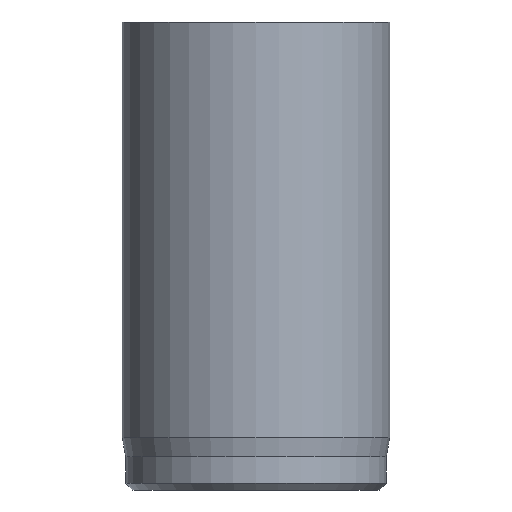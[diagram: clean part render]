
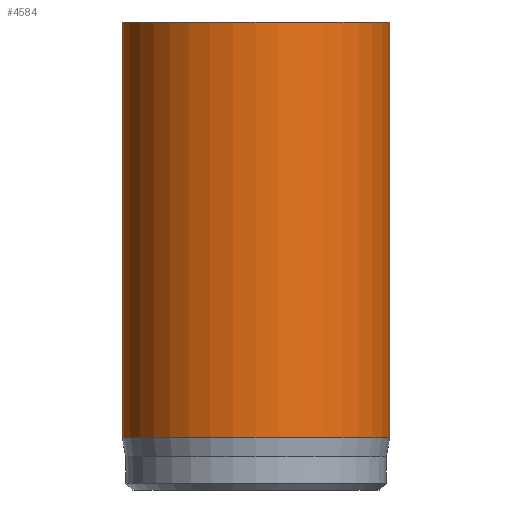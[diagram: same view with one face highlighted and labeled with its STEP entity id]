
A CAD part, front view. The second image highlights one B-rep face of the part: STEP entity #4584.
In plain terms, the highlighted cylindrical face has radius 4 mm (diameter 8 mm), a full revolution.
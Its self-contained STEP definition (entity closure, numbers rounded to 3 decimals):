
#31=CYLINDRICAL_SURFACE('',#4752,4.);
#45=CIRCLE('',#4729,4.);
#57=CIRCLE('',#4750,4.);
#58=CIRCLE('',#4751,4.);
#409=FACE_OUTER_BOUND('',#682,.T.);
#682=EDGE_LOOP('',(#4091,#4092,#4093,#4094,#4095));
#1014=LINE('',#8729,#1352);
#1352=VECTOR('',#5286,4.);
#2103=VERTEX_POINT('',#8684);
#2115=VERTEX_POINT('',#8723);
#2116=VERTEX_POINT('',#8724);
#2761=EDGE_CURVE('',#2103,#2103,#45,.T.);
#2779=EDGE_CURVE('',#2115,#2116,#57,.T.);
#2780=EDGE_CURVE('',#2116,#2115,#58,.T.);
#2782=EDGE_CURVE('',#2103,#2115,#1014,.T.);
#4091=ORIENTED_EDGE('',*,*,#2761,.T.);
#4092=ORIENTED_EDGE('',*,*,#2782,.T.);
#4093=ORIENTED_EDGE('',*,*,#2779,.T.);
#4094=ORIENTED_EDGE('',*,*,#2780,.T.);
#4095=ORIENTED_EDGE('',*,*,#2782,.F.);
#4584=ADVANCED_FACE('',(#409),#31,.T.);
#4729=AXIS2_PLACEMENT_3D('',#8685,#5231,#5232);
#4750=AXIS2_PLACEMENT_3D('',#8725,#5279,#5280);
#4751=AXIS2_PLACEMENT_3D('',#8726,#5281,#5282);
#4752=AXIS2_PLACEMENT_3D('',#8728,#5284,#5285);
#5231=DIRECTION('center_axis',(0.,0.,-1.));
#5232=DIRECTION('ref_axis',(-1.,0.,0.));
#5279=DIRECTION('center_axis',(0.,0.,1.));
#5280=DIRECTION('ref_axis',(-1.,0.,0.));
#5281=DIRECTION('center_axis',(0.,0.,1.));
#5282=DIRECTION('ref_axis',(-1.,0.,0.));
#5284=DIRECTION('center_axis',(0.,0.,1.));
#5285=DIRECTION('ref_axis',(-1.,0.,0.));
#5286=DIRECTION('',(0.,0.,-1.));
#8684=CARTESIAN_POINT('',(4.,0.,14.));
#8685=CARTESIAN_POINT('Origin',(0.,0.,14.));
#8723=CARTESIAN_POINT('',(4.,0.,1.567));
#8724=CARTESIAN_POINT('',(-4.,0.,1.567));
#8725=CARTESIAN_POINT('Origin',(0.,0.,1.567));
#8726=CARTESIAN_POINT('Origin',(0.,0.,1.567));
#8728=CARTESIAN_POINT('Origin',(0.,0.,0.));
#8729=CARTESIAN_POINT('',(4.,0.,0.));
